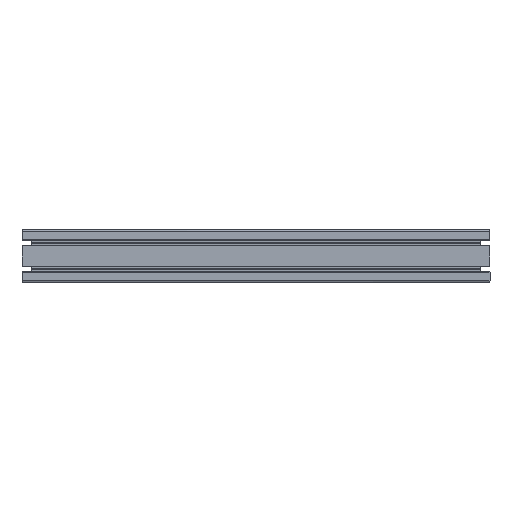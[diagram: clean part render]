
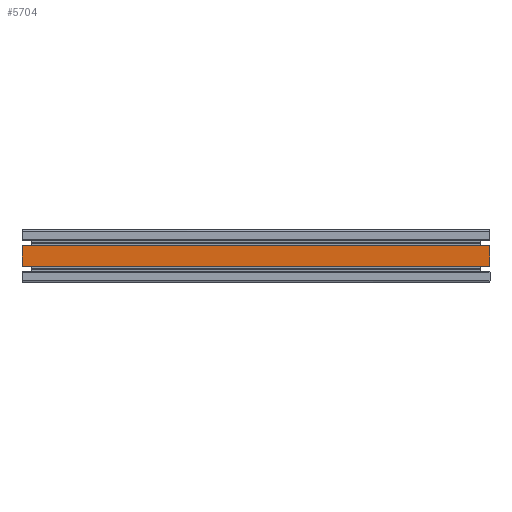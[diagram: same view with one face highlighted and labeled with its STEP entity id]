
A CAD part, top view. The second image highlights one B-rep face of the part: STEP entity #5704.
In plain terms, the highlighted planar face has unit normal (0, 0, 1).
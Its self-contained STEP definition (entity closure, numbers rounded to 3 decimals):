
#416=FACE_OUTER_BOUND('',#707,.T.);
#707=EDGE_LOOP('',(#4919,#4920,#4921,#4922));
#1037=LINE('',#8099,#1635);
#1547=LINE('',#9550,#2145);
#1548=LINE('',#9553,#2146);
#1549=LINE('',#9554,#2147);
#1635=VECTOR('',#6381,10.);
#2145=VECTOR('',#7847,10.);
#2146=VECTOR('',#7850,10.);
#2147=VECTOR('',#7851,10.);
#2259=VERTEX_POINT('',#8096);
#2260=VERTEX_POINT('',#8098);
#2723=VERTEX_POINT('',#9548);
#2724=VERTEX_POINT('',#9552);
#2823=EDGE_CURVE('',#2259,#2260,#1037,.T.);
#3549=EDGE_CURVE('',#2260,#2723,#1547,.T.);
#3550=EDGE_CURVE('',#2723,#2724,#1548,.T.);
#3551=EDGE_CURVE('',#2259,#2724,#1549,.T.);
#4919=ORIENTED_EDGE('',*,*,#3550,.F.);
#4920=ORIENTED_EDGE('',*,*,#3549,.F.);
#4921=ORIENTED_EDGE('',*,*,#2823,.F.);
#4922=ORIENTED_EDGE('',*,*,#3551,.T.);
#5426=PLANE('',#6244);
#5704=ADVANCED_FACE('',(#416),#5426,.T.);
#6244=AXIS2_PLACEMENT_3D('',#9551,#7848,#7849);
#6381=DIRECTION('',(0.,1.,0.));
#7847=DIRECTION('',(1.,0.,0.));
#7848=DIRECTION('center_axis',(0.,0.,
1.));
#7849=DIRECTION('ref_axis',(0.,-1.,0.));
#7850=DIRECTION('',(0.,-1.,0.));
#7851=DIRECTION('',(1.,0.,0.));
#8096=CARTESIAN_POINT('',(2026.567,1790.077,-573.491));
#8098=CARTESIAN_POINT('',(2026.567,1825.002,-573.491));
#8099=CARTESIAN_POINT('',(2026.567,1816.27,-573.491));
#9548=CARTESIAN_POINT('',(2825.039,1825.002,-573.491));
#9550=CARTESIAN_POINT('',(2000.,1825.002,-573.491));
#9551=CARTESIAN_POINT('Origin',(2000.,1825.002,-573.491));
#9552=CARTESIAN_POINT('',(2825.039,1790.077,-573.491));
#9553=CARTESIAN_POINT('',(2825.039,1816.27,-573.491));
#9554=CARTESIAN_POINT('',(2000.,1790.077,-573.491));
